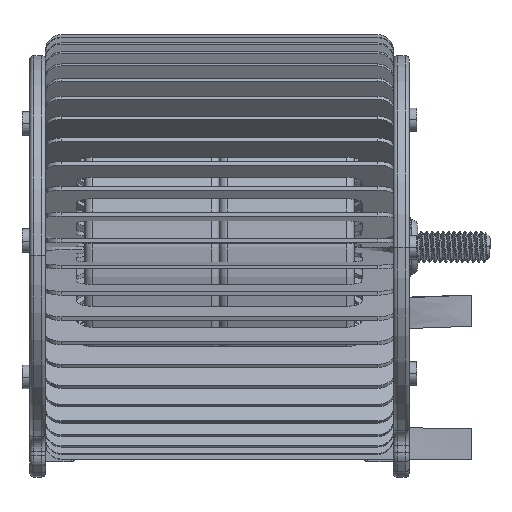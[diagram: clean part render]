
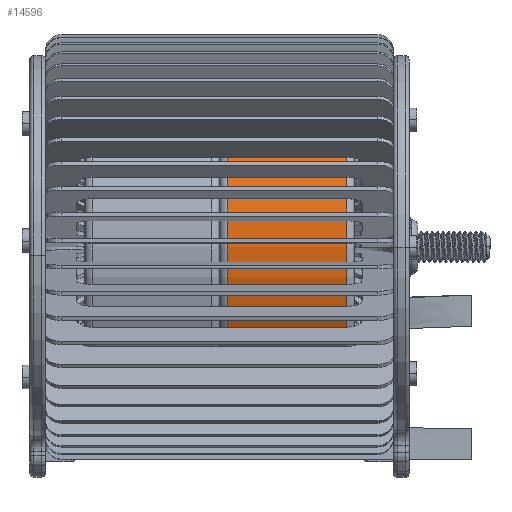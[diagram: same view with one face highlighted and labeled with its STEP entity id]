
A CAD part, left-side view. The second image highlights one B-rep face of the part: STEP entity #14596.
In plain terms, the highlighted cylindrical face has radius 21.92 mm (diameter 43.84 mm), a partial arc.
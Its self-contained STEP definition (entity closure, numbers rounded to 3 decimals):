
#176 = EDGE_CURVE ( 'NONE', #34867, #18885, #50467, .T. ) ;
#848 = ORIENTED_EDGE ( 'NONE', *, *, #36369, .F. ) ;
#3164 = DIRECTION ( 'NONE',  ( 0., 1., 0. ) ) ;
#4014 = CARTESIAN_POINT ( 'NONE',  ( 0., -17.27, -21.92 ) ) ;
#6680 = CARTESIAN_POINT ( 'NONE',  ( 0., -1., 21.92 ) ) ;
#7149 = AXIS2_PLACEMENT_3D ( 'NONE', #56731, #19287, #60710 ) ;
#14596 = ADVANCED_FACE ( 'NONE', ( #24219 ), #35864, .T. ) ;
#15182 = CIRCLE ( 'NONE', #58406, 21.92 ) ;
#15391 = ORIENTED_EDGE ( 'NONE', *, *, #17839, .F. ) ;
#17839 = EDGE_CURVE ( 'NONE', #37933, #46754, #15182, .T. ) ;
#18401 = CARTESIAN_POINT ( 'NONE',  ( 0., -17.27, 0. ) ) ;
#18885 = VERTEX_POINT ( 'NONE', #59598 ) ;
#19287 = DIRECTION ( 'NONE',  ( 0., -1., 0. ) ) ;
#22357 = CARTESIAN_POINT ( 'NONE',  ( 0., -1., -21.92 ) ) ;
#24219 = FACE_OUTER_BOUND ( 'NONE', #60683, .T. ) ;
#24631 = DIRECTION ( 'NONE',  ( 0., 1., 0. ) ) ;
#26918 = AXIS2_PLACEMENT_3D ( 'NONE', #18401, #42413, #71811 ) ;
#27590 = CARTESIAN_POINT ( 'NONE',  ( 0., -16.27, 21.92 ) ) ;
#27620 = DIRECTION ( 'NONE',  ( 0., 1., 0. ) ) ;
#32111 = ORIENTED_EDGE ( 'NONE', *, *, #71425, .T. ) ;
#34867 = VERTEX_POINT ( 'NONE', #27590 ) ;
#35864 = CYLINDRICAL_SURFACE ( 'NONE', #26918, 21.92 ) ;
#36369 = EDGE_CURVE ( 'NONE', #18885, #37933, #38870, .T. ) ;
#37933 = VERTEX_POINT ( 'NONE', #22357 ) ;
#38870 = LINE ( 'NONE', #4014, #48632 ) ;
#42413 = DIRECTION ( 'NONE',  ( 0., 1., 0. ) ) ;
#45350 = LINE ( 'NONE', #62753, #72682 ) ;
#46754 = VERTEX_POINT ( 'NONE', #6680 ) ;
#48632 = VECTOR ( 'NONE', #27620, 1000. ) ;
#50467 = CIRCLE ( 'NONE', #7149, 21.92 ) ;
#56731 = CARTESIAN_POINT ( 'NONE',  ( 0., -16.27, 0. ) ) ;
#58406 = AXIS2_PLACEMENT_3D ( 'NONE', #70348, #24631, #69952 ) ;
#59598 = CARTESIAN_POINT ( 'NONE',  ( 0., -16.27, -21.92 ) ) ;
#60187 = ORIENTED_EDGE ( 'NONE', *, *, #176, .F. ) ;
#60683 = EDGE_LOOP ( 'NONE', ( #60187, #32111, #15391, #848 ) ) ;
#60710 = DIRECTION ( 'NONE',  ( 0., 0., 1. ) ) ;
#62753 = CARTESIAN_POINT ( 'NONE',  ( 0., -17.27, 21.92 ) ) ;
#69952 = DIRECTION ( 'NONE',  ( 0., 0., 1. ) ) ;
#70348 = CARTESIAN_POINT ( 'NONE',  ( 0., -1., 0. ) ) ;
#71425 = EDGE_CURVE ( 'NONE', #34867, #46754, #45350, .T. ) ;
#71811 = DIRECTION ( 'NONE',  ( 0., 0., -1. ) ) ;
#72682 = VECTOR ( 'NONE', #3164, 1000. ) ;
